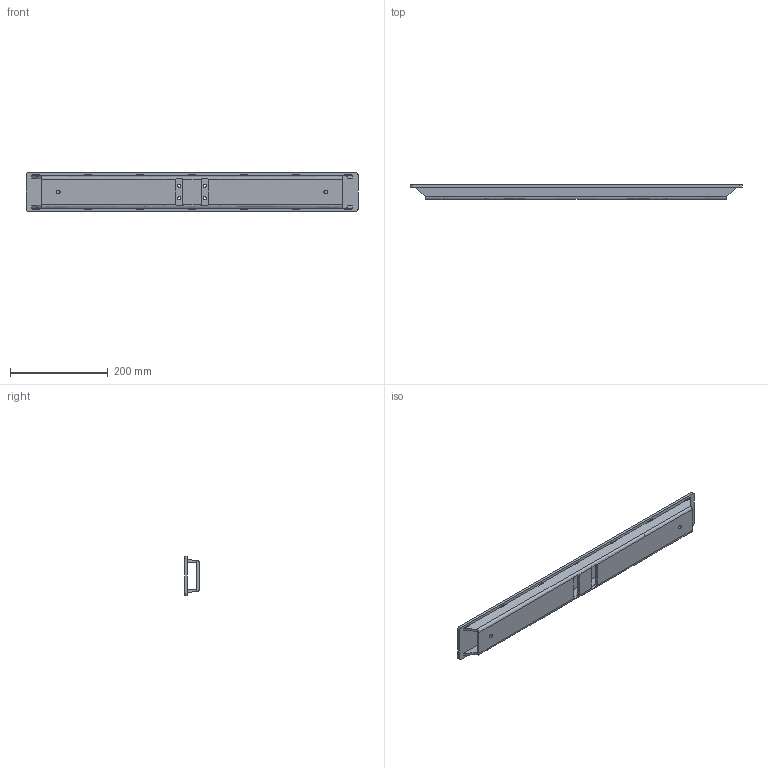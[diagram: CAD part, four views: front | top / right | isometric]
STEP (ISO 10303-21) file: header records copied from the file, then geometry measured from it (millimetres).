
FILE_DESCRIPTION((''),'2;1');
FILE_NAME('JC35TS-1141','2021-01-06T18:38:54',('sa'),('捷昌驱动'),'CREO PARAMETRIC BY PTC INC, 2018100','CREO PARAMETRIC BY PTC INC, 2018100','');
FILE_SCHEMA(('CONFIG_CONTROL_DESIGN'));
Length unit declared in the file: millimetre
Products named in the file (1): JC35TS-1141
Bounding box: 680 x 30 x 80 mm (x, y, z)
Volume: 581865 mm3; surface area: 237700.2 mm2
Topology: 1 solids, 17 shells, 76 faces, 240 edges, 178 vertices
Faces by surface type: plane 50, cylinder 20, extrusion 6
Entity records: 2779 total; most frequent: CARTESIAN_POINT 613, ORIENTED_EDGE 416, DIRECTION 406, EDGE_CURVE 240, VERTEX_POINT 178, VECTOR 172, LINE 166, AXIS2_PLACEMENT_3D 117
